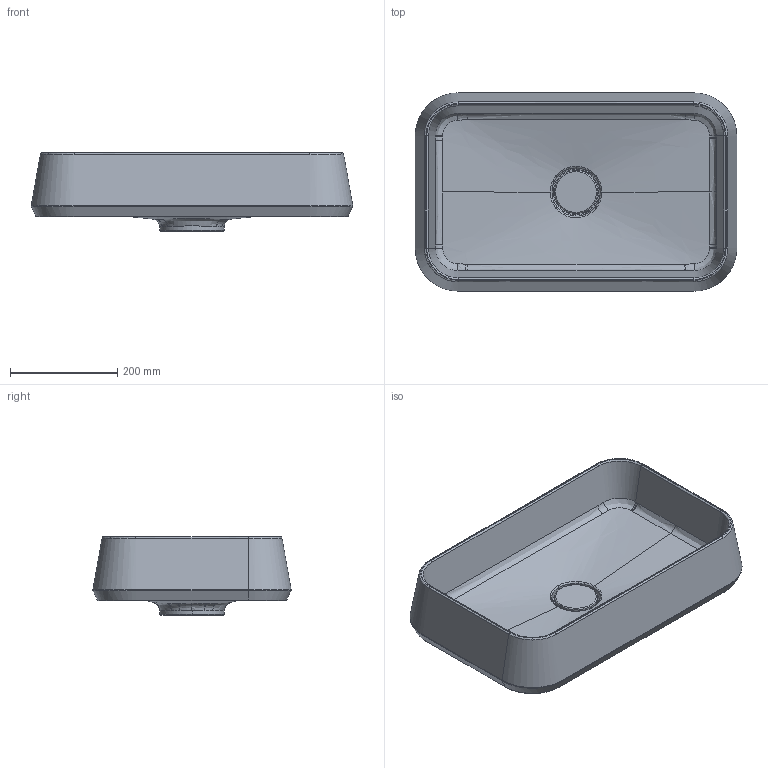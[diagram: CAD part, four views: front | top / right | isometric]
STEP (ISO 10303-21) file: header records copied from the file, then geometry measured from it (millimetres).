
FILE_DESCRIPTION (( 'STEP AP214' ), '1' );
FILE_NAME ('COL-01.STEP', '2020-01-21T15:11:14', ( '' ), ( '' ), 'SwSTEP 2.0', 'SolidWorks 2019', '' );
FILE_SCHEMA (( 'AUTOMOTIVE_DESIGN' ));
Length unit declared in the file: millimetre
Products named in the file (1): COL-01
Bounding box: 599.76 x 369.76 x 146.73 mm (x, y, z)
Volume: 7792101.4 mm3; surface area: 748571.5 mm2
Topology: 2 solids, 2 shells, 325 faces, 913 edges, 587 vertices
Faces by surface type: bspline 223, cylinder 48, plane 23, torus 19, sphere 6, cone 6
Entity records: 24081 total; most frequent: CARTESIAN_POINT 18009, ORIENTED_EDGE 1796, EDGE_CURVE 898, DIRECTION 582, VERTEX_POINT 578, B_SPLINE_CURVE_WITH_KNOTS 469, EDGE_LOOP 328, ADVANCED_FACE 325
